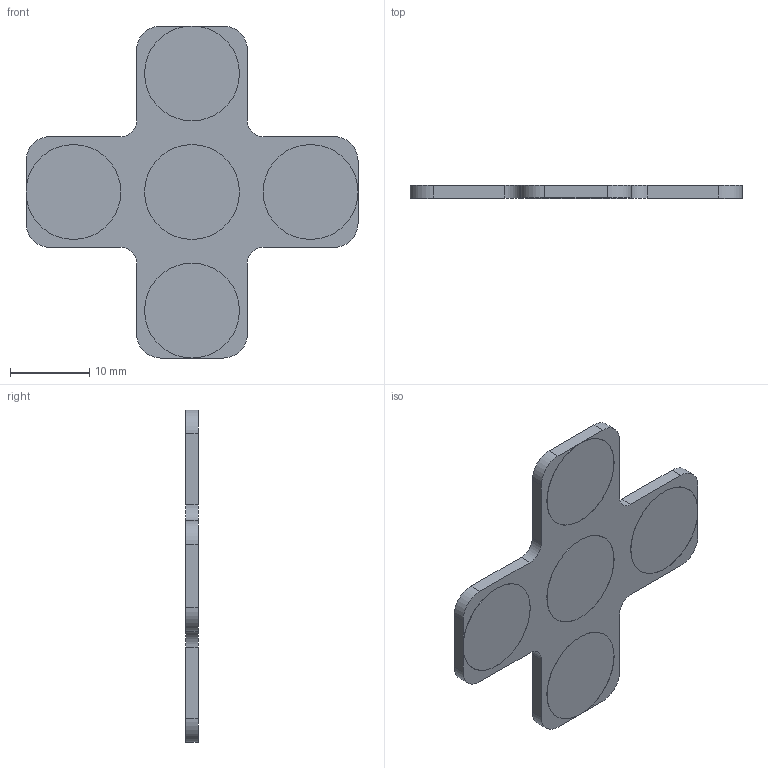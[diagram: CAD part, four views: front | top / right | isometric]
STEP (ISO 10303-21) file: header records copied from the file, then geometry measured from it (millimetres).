
FILE_DESCRIPTION((''),'2;1');
FILE_NAME('PCB-CAPACITIF','2011-01-05T',('Michael'),('EPFL'),'PRO/ENGINEER BY PARAMETRIC TECHNOLOGY CORPORATION, 2008490','PRO/ENGINEER BY PARAMETRIC TECHNOLOGY CORPORATION, 2008490','');
FILE_SCHEMA(('AUTOMOTIVE_DESIGN_CC06 { 1 0 10303 214 -2 1 8 1 }'));
Length unit declared in the file: millimetre
Products named in the file (1): PCB-CAPACITIF
Bounding box: 42 x 1.63 x 42 mm (x, y, z)
Volume: 1565.7 mm3; surface area: 2188.4 mm2
Topology: 1 solids, 1 shells, 41 faces, 110 edges, 71 vertices
Faces by surface type: cylinder 22, plane 19
Entity records: 1690 total; most frequent: DIRECTION 238, CARTESIAN_POINT 220, ORIENTED_EDGE 216, PRESENTATION_STYLE_ASSIGNMENT 114, STYLED_ITEM 109, CURVE_STYLE 108, EDGE_CURVE 108, AXIS2_PLACEMENT_3D 88
